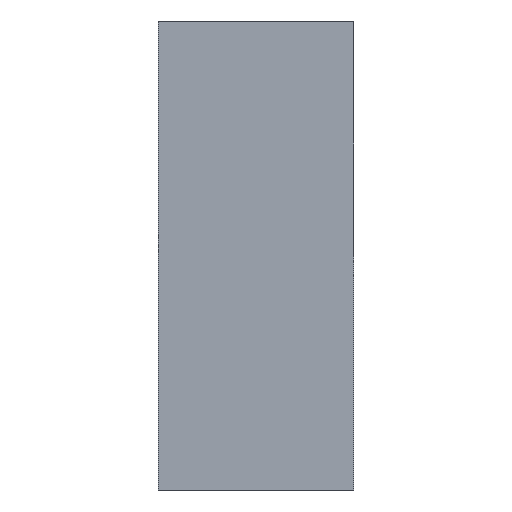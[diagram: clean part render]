
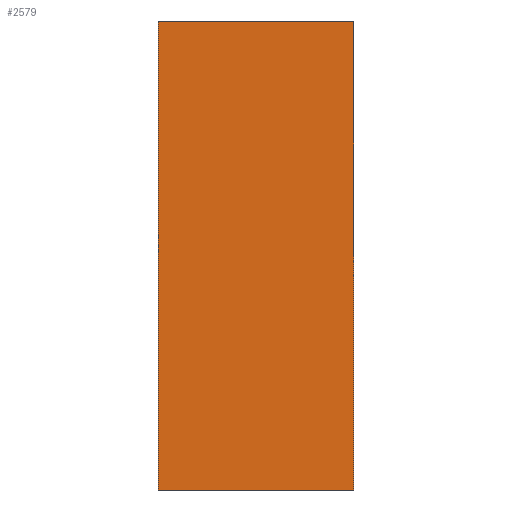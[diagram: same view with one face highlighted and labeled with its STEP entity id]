
A CAD part, left-side view. The second image highlights one B-rep face of the part: STEP entity #2579.
In plain terms, the highlighted planar face has unit normal (-1, 0, 0).
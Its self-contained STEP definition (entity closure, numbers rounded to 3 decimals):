
#111 = VERTEX_POINT ( 'NONE', #2907 ) ;
#142 = CARTESIAN_POINT ( 'NONE',  ( -0.8, 0.5, -0.6 ) ) ;
#361 = CARTESIAN_POINT ( 'NONE',  ( -0.8, 0., -0.6 ) ) ;
#392 = VECTOR ( 'NONE', #1780, 1000. ) ;
#973 = PLANE ( 'NONE',  #2920 ) ;
#1061 = EDGE_LOOP ( 'NONE', ( #3225, #4332, #2381, #4395 ) ) ;
#1097 = VERTEX_POINT ( 'NONE', #4419 ) ;
#1133 = EDGE_CURVE ( 'NONE', #4168, #111, #3682, .T. ) ;
#1271 = LINE ( 'NONE', #4432, #1782 ) ;
#1292 = DIRECTION ( 'NONE',  ( 0., -1., 0. ) ) ;
#1297 = DIRECTION ( 'NONE',  ( 0., 0., -1. ) ) ;
#1474 = LINE ( 'NONE', #3236, #392 ) ;
#1732 = LINE ( 'NONE', #361, #3574 ) ;
#1754 = EDGE_CURVE ( 'NONE', #2596, #1097, #1271, .T. ) ;
#1780 = DIRECTION ( 'NONE',  ( 0., 0., 1. ) ) ;
#1782 = VECTOR ( 'NONE', #1292, 1000. ) ;
#2376 = DIRECTION ( 'NONE',  ( 1., 0., 0. ) ) ;
#2381 = ORIENTED_EDGE ( 'NONE', *, *, #3456, .F. ) ;
#2541 = VECTOR ( 'NONE', #3011, 1000. ) ;
#2579 = ADVANCED_FACE ( 'NONE', ( #2688 ), #973, .F. ) ;
#2596 = VERTEX_POINT ( 'NONE', #2763 ) ;
#2612 = EDGE_CURVE ( 'NONE', #111, #1097, #1732, .T. ) ;
#2688 = FACE_OUTER_BOUND ( 'NONE', #1061, .T. ) ;
#2763 = CARTESIAN_POINT ( 'NONE',  ( -0.8, 0.5, 0.6 ) ) ;
#2907 = CARTESIAN_POINT ( 'NONE',  ( -0.8, 0., -0.6 ) ) ;
#2920 = AXIS2_PLACEMENT_3D ( 'NONE', #3330, #2376, #1297 ) ;
#3011 = DIRECTION ( 'NONE',  ( 0., -1., 0. ) ) ;
#3146 = DIRECTION ( 'NONE',  ( 0., 0., 1. ) ) ;
#3225 = ORIENTED_EDGE ( 'NONE', *, *, #2612, .T. ) ;
#3236 = CARTESIAN_POINT ( 'NONE',  ( -0.8, 0.5, -0.6 ) ) ;
#3330 = CARTESIAN_POINT ( 'NONE',  ( -0.8, 0.5, -0.6 ) ) ;
#3456 = EDGE_CURVE ( 'NONE', #4168, #2596, #1474, .T. ) ;
#3574 = VECTOR ( 'NONE', #3146, 1000. ) ;
#3682 = LINE ( 'NONE', #3960, #2541 ) ;
#3960 = CARTESIAN_POINT ( 'NONE',  ( -0.8, 0.5, -0.6 ) ) ;
#4168 = VERTEX_POINT ( 'NONE', #142 ) ;
#4332 = ORIENTED_EDGE ( 'NONE', *, *, #1754, .F. ) ;
#4395 = ORIENTED_EDGE ( 'NONE', *, *, #1133, .T. ) ;
#4419 = CARTESIAN_POINT ( 'NONE',  ( -0.8, 0., 0.6 ) ) ;
#4432 = CARTESIAN_POINT ( 'NONE',  ( -0.8, 0.5, 0.6 ) ) ;
